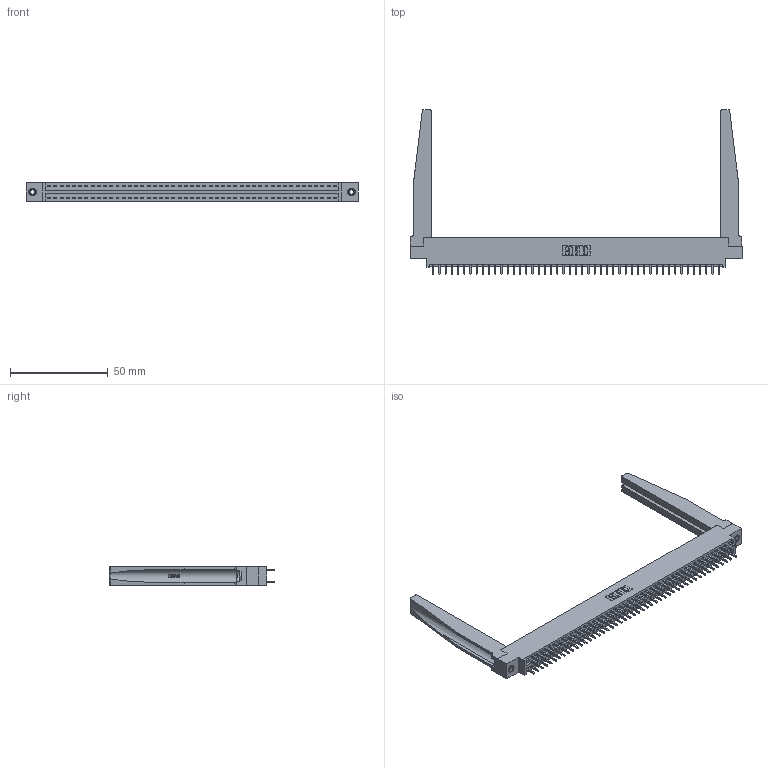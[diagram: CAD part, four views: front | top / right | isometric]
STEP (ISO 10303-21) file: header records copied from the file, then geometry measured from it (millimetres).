
FILE_DESCRIPTION (( 'STEP AP203' ), '1' );
FILE_NAME ('346-094-521-878.STEP', '2022-05-26T09:49:39', ( '' ), ( '' ), 'SwSTEP 2.0', 'SolidWorks 2020', '' );
FILE_SCHEMA (( 'CONFIG_CONTROL_DESIGN' ));
Length unit declared in the file: inch
Products named in the file (5): 346-220-078_345-220-078; 345-250-001_345-250-001-102; 345-292-001_345-293-121; 346 Part_0.170 Offset - 0.156 Dia-TH; 346-094-521-878
Assembly tree (99 placements, depth 2):
  346-094-521-878
    346 Part_0.170 Offset - 0.156 Dia-TH
    345-292-001_345-293-121  x94
    346-220-078_345-220-078  x2
    345-250-001_345-250-001-102  x2
Bounding box: 169.8 x 84.33 x 9.4 mm (x, y, z)
Volume: 23294.1 mm3; surface area: 29094.6 mm2
Topology: 99 solids, 99 shells, 5262 faces, 15555 edges, 10234 vertices
Faces by surface type: plane 3526, cylinder 1684, bspline 36, cone 12, torus 4
Entity records: 35314 total; most frequent: CARTESIAN_POINT 6757, ORIENTED_EDGE 5578, DIRECTION 4991, EDGE_CURVE 2789, LINE 2375, VECTOR 2375, VERTEX_POINT 1852, AXIS2_PLACEMENT_3D 1308
